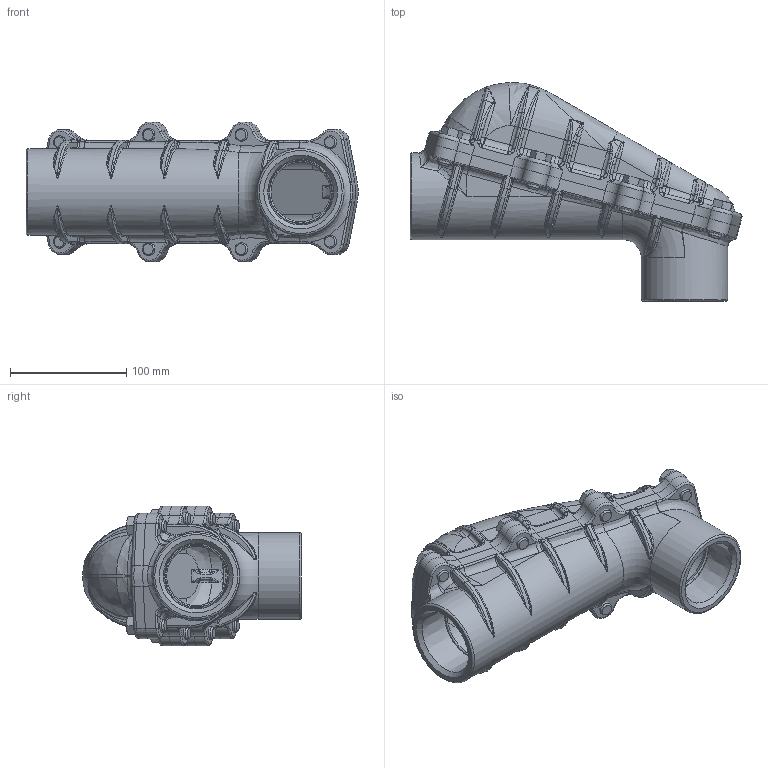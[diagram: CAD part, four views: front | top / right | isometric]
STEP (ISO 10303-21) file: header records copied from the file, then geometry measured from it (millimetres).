
FILE_DESCRIPTION(/* description */ (''),/* implementation_level */ '2;1');
FILE_NAME(/* name */ 'KIL_XALB-6.stp',/* time_stamp */ '2021-03-23T22:58:11+05:00',/* author */ ('lsugumaran'),/* organization */ (''),/* preprocessor_version */ 'ST-DEVELOPER v18',/* originating_system */ 'Autodesk Inventor 2020',/* authorisation */ '');
FILE_SCHEMA (('AUTOMOTIVE_DESIGN { 1 0 10303 214 3 1 1 }'));
Length unit declared in the file: inch
Products named in the file (4): XALB-4; 0240373-2; 0240374-2; ANSI B18.2.1 - 7/16-14 UNC - 1, HCSI
Assembly tree (10 placements, depth 2):
  XALB-4
    0240373-2
    0240374-2
    ANSI B18.2.1 - 7/16-14 UNC - 1, HCSI  x8
Bounding box: 285.93 x 188.37 x 120.57 mm (x, y, z)
Volume: 810801.7 mm3; surface area: 235044.3 mm2
Topology: 10 solids, 10 shells, 3500 faces, 9217 edges, 5869 vertices
Faces by surface type: bspline 1852, plane 1102, cylinder 282, torus 142, cone 110, sphere 12
Full cylindrical faces by diameter (mm): 2.184 x2, 9.144 x8, 11.112 x8, 11.906 x8, 14.287 x8, 63.5 x1, 74.612 x2
Entity records: 169215 total; most frequent: CARTESIAN_POINT 99048, ORIENTED_EDGE 17614, DIRECTION 9034, EDGE_CURVE 8807, VERTEX_POINT 5659, B_SPLINE_CURVE_WITH_KNOTS 4106, EDGE_LOOP 3602, FACE_OUTER_BOUND 3360
